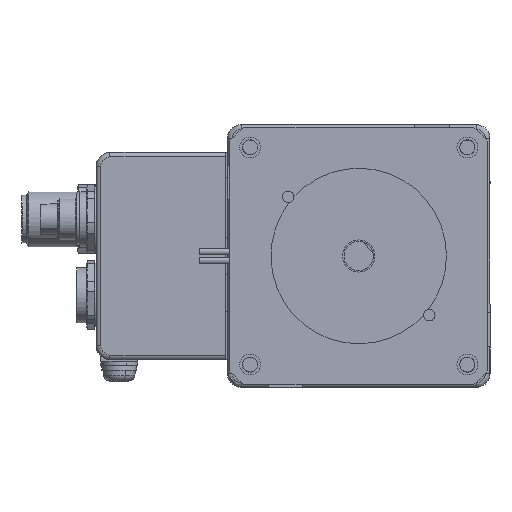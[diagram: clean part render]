
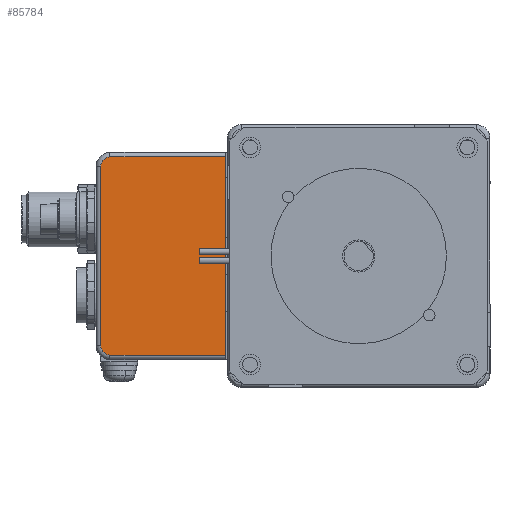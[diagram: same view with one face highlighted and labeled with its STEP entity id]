
A CAD part, left-side view. The second image highlights one B-rep face of the part: STEP entity #85784.
In plain terms, the highlighted planar face has unit normal (-1, 0, 0).
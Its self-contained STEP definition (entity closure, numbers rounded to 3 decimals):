
#6785 = EDGE_CURVE ( 'NONE', #96951, #25600, #39392, .T. ) ;
#12064 = CARTESIAN_POINT ( 'NONE',  ( -47., 82.5, -9. ) ) ;
#14293 = PLANE ( 'NONE',  #27689 ) ;
#15262 = ORIENTED_EDGE ( 'NONE', *, *, #34422, .T. ) ;
#15278 = VECTOR ( 'NONE', #128929, 1000. ) ;
#15337 = CARTESIAN_POINT ( 'NONE',  ( -47., 82.5, -7. ) ) ;
#17158 = VECTOR ( 'NONE', #41481, 1000. ) ;
#17389 = LINE ( 'NONE', #41030, #100708 ) ;
#17952 = VERTEX_POINT ( 'NONE', #69102 ) ;
#18717 = LINE ( 'NONE', #50026, #17158 ) ;
#25003 = DIRECTION ( 'NONE',  ( 0., 0., -1. ) ) ;
#25600 = VERTEX_POINT ( 'NONE', #61062 ) ;
#26880 = CARTESIAN_POINT ( 'NONE',  ( -47., 57.5, -50. ) ) ;
#27689 = AXIS2_PLACEMENT_3D ( 'NONE', #76091, #116421, #25003 ) ;
#33243 = CARTESIAN_POINT ( 'NONE',  ( -47., 82.5, -48. ) ) ;
#33445 = ORIENTED_EDGE ( 'NONE', *, *, #76070, .T. ) ;
#34422 = EDGE_CURVE ( 'NONE', #25600, #83730, #98719, .T. ) ;
#36630 = AXIS2_PLACEMENT_3D ( 'NONE', #33243, #116085, #126301 ) ;
#37662 = CARTESIAN_POINT ( 'NONE',  ( -47., 84.5, 0. ) ) ;
#38668 = VECTOR ( 'NONE', #124164, 1000. ) ;
#39392 = CIRCLE ( 'NONE', #113601, 2. ) ;
#41030 = CARTESIAN_POINT ( 'NONE',  ( -47., 0., -50. ) ) ;
#41481 = DIRECTION ( 'NONE',  ( 0., 0., -1. ) ) ;
#42941 = ORIENTED_EDGE ( 'NONE', *, *, #110767, .T. ) ;
#43314 = CIRCLE ( 'NONE', #36630, 2. ) ;
#50026 = CARTESIAN_POINT ( 'NONE',  ( -47., 57.5, 0. ) ) ;
#50310 = CARTESIAN_POINT ( 'NONE',  ( -47., 57.5, -7. ) ) ;
#54986 = EDGE_CURVE ( 'NONE', #107970, #96951, #75549, .T. ) ;
#59479 = EDGE_LOOP ( 'NONE', ( #42941, #33445, #129640, #75701, #109186, #15262 ) ) ;
#61062 = CARTESIAN_POINT ( 'NONE',  ( -47., 84.5, -9. ) ) ;
#64263 = FACE_OUTER_BOUND ( 'NONE', #59479, .T. ) ;
#69102 = CARTESIAN_POINT ( 'NONE',  ( -47., 82.5, -50. ) ) ;
#75549 = LINE ( 'NONE', #124586, #38668 ) ;
#75701 = ORIENTED_EDGE ( 'NONE', *, *, #54986, .T. ) ;
#76070 = EDGE_CURVE ( 'NONE', #17952, #108217, #17389, .T. ) ;
#76091 = CARTESIAN_POINT ( 'NONE',  ( -47., 0., 0. ) ) ;
#78345 = CARTESIAN_POINT ( 'NONE',  ( -47., 84.5, -48. ) ) ;
#83730 = VERTEX_POINT ( 'NONE', #78345 ) ;
#85784 = ADVANCED_FACE ( 'NONE', ( #64263 ), #14293, .F. ) ;
#92071 = DIRECTION ( 'NONE',  ( 0., -1., 0. ) ) ;
#96951 = VERTEX_POINT ( 'NONE', #15337 ) ;
#98719 = LINE ( 'NONE', #37662, #15278 ) ;
#100708 = VECTOR ( 'NONE', #92071, 1000. ) ;
#103911 = DIRECTION ( 'NONE',  ( 0., 0., -1. ) ) ;
#105200 = DIRECTION ( 'NONE',  ( -1., 0., 0. ) ) ;
#107970 = VERTEX_POINT ( 'NONE', #50310 ) ;
#108217 = VERTEX_POINT ( 'NONE', #26880 ) ;
#109186 = ORIENTED_EDGE ( 'NONE', *, *, #6785, .T. ) ;
#110767 = EDGE_CURVE ( 'NONE', #83730, #17952, #43314, .T. ) ;
#113601 = AXIS2_PLACEMENT_3D ( 'NONE', #12064, #105200, #103911 ) ;
#116085 = DIRECTION ( 'NONE',  ( -1., 0., 0. ) ) ;
#116421 = DIRECTION ( 'NONE',  ( 1., 0., 0. ) ) ;
#117323 = EDGE_CURVE ( 'NONE', #107970, #108217, #18717, .T. ) ;
#124164 = DIRECTION ( 'NONE',  ( 0., 1., 0. ) ) ;
#124586 = CARTESIAN_POINT ( 'NONE',  ( -47., 82.5, -7. ) ) ;
#126301 = DIRECTION ( 'NONE',  ( 0., 0., -1. ) ) ;
#128929 = DIRECTION ( 'NONE',  ( 0., 0., -1. ) ) ;
#129640 = ORIENTED_EDGE ( 'NONE', *, *, #117323, .F. ) ;
